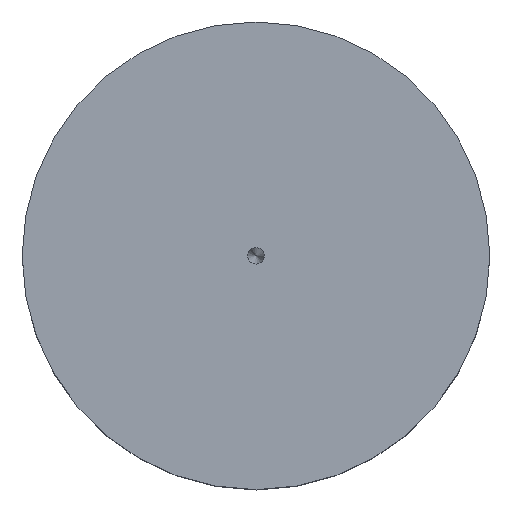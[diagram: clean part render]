
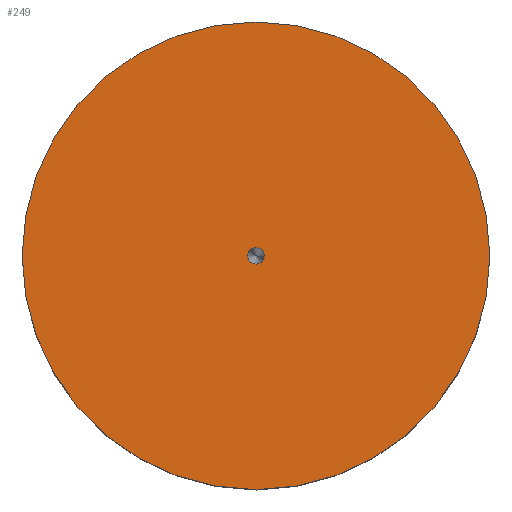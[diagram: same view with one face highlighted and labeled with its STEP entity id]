
A CAD part, top view. The second image highlights one B-rep face of the part: STEP entity #249.
In plain terms, the highlighted planar face has unit normal (0, 0, 1).
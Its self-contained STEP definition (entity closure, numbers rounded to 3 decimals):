
#31=FACE_BOUND('',#95,.T.);
#58=PLANE('',#315);
#74=FACE_OUTER_BOUND('',#94,.T.);
#94=EDGE_LOOP('',(#224));
#95=EDGE_LOOP('',(#225));
#119=CIRCLE('',#314,27.5);
#120=CIRCLE('',#316,0.974);
#139=VERTEX_POINT('',#478);
#140=VERTEX_POINT('',#482);
#167=EDGE_CURVE('',#139,#139,#119,.T.);
#169=EDGE_CURVE('',#140,#140,#120,.F.);
#224=ORIENTED_EDGE('',*,*,#167,.T.);
#225=ORIENTED_EDGE('',*,*,#169,.F.);
#249=ADVANCED_FACE('',(#74,#31),#58,.T.);
#314=AXIS2_PLACEMENT_3D('',#479,#401,#402);
#315=AXIS2_PLACEMENT_3D('',#481,#404,#405);
#316=AXIS2_PLACEMENT_3D('',#483,#406,#407);
#401=DIRECTION('center_axis',(0.,0.,1.));
#402=DIRECTION('ref_axis',(-1.,0.,0.));
#404=DIRECTION('center_axis',(0.,0.,1.));
#405=DIRECTION('ref_axis',(1.,0.,0.));
#406=DIRECTION('center_axis',(0.,0.,-1.));
#407=DIRECTION('ref_axis',(-1.,0.,0.));
#478=CARTESIAN_POINT('',(27.5,0.,5.5));
#479=CARTESIAN_POINT('Origin',(0.,0.,5.5));
#481=CARTESIAN_POINT('Origin',(-24.5,0.,5.5));
#482=CARTESIAN_POINT('',(0.974,0.,5.5));
#483=CARTESIAN_POINT('Origin',(0.,0.,5.5));
